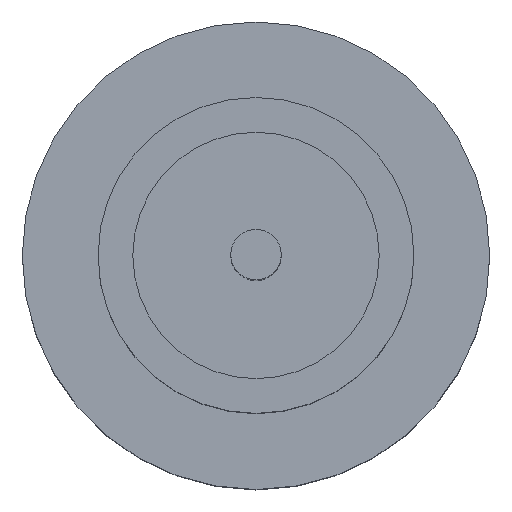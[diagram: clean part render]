
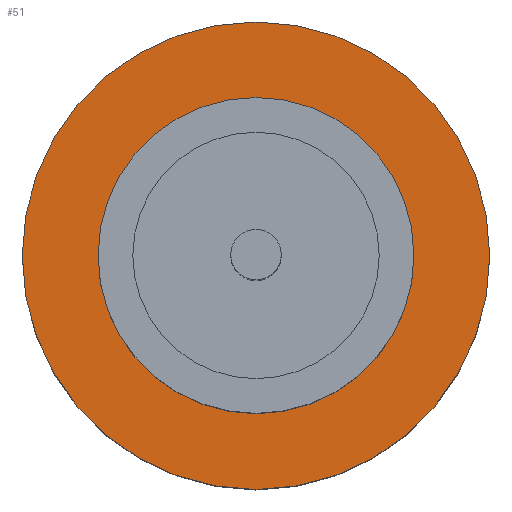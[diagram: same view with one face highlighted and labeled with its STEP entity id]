
A CAD part, top view. The second image highlights one B-rep face of the part: STEP entity #51.
In plain terms, the highlighted planar face has unit normal (0, 0, 1).
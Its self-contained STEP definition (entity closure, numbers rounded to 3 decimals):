
#1 = DIRECTION ( 'NONE',  ( 1., 0., 0. ) ) ;
#10 = DIRECTION ( 'NONE',  ( 1., 0., 0. ) ) ;
#22 = AXIS2_PLACEMENT_3D ( 'NONE', #811, #464, #610 ) ;
#32 = CARTESIAN_POINT ( 'NONE',  ( 0., 0., 1.55 ) ) ;
#51 = ADVANCED_FACE ( 'NONE', ( #347, #671 ), #678, .T. ) ;
#73 = EDGE_CURVE ( 'NONE', #800, #693, #261, .T. ) ;
#131 = CARTESIAN_POINT ( 'NONE',  ( 1.25, 0., 1.55 ) ) ;
#149 = DIRECTION ( 'NONE',  ( 1., 0., 0. ) ) ;
#177 = ORIENTED_EDGE ( 'NONE', *, *, #852, .F. ) ;
#184 = CIRCLE ( 'NONE', #569, 1.85 ) ;
#196 = AXIS2_PLACEMENT_3D ( 'NONE', #686, #677, #149 ) ;
#201 = EDGE_LOOP ( 'NONE', ( #177, #575 ) ) ;
#220 = CIRCLE ( 'NONE', #196, 1.25 ) ;
#236 = CARTESIAN_POINT ( 'NONE',  ( 0., 0., 1.55 ) ) ;
#261 = CIRCLE ( 'NONE', #386, 1.25 ) ;
#275 = CARTESIAN_POINT ( 'NONE',  ( 1.85, 0., 1.55 ) ) ;
#294 = VERTEX_POINT ( 'NONE', #775 ) ;
#334 = CARTESIAN_POINT ( 'NONE',  ( 0., 0., 1.55 ) ) ;
#347 = FACE_BOUND ( 'NONE', #201, .T. ) ;
#386 = AXIS2_PLACEMENT_3D ( 'NONE', #236, #502, #1 ) ;
#421 = DIRECTION ( 'NONE',  ( 0., 0., 1. ) ) ;
#461 = EDGE_CURVE ( 'NONE', #835, #294, #184, .T. ) ;
#464 = DIRECTION ( 'NONE',  ( 0., 0., 1. ) ) ;
#469 = EDGE_LOOP ( 'NONE', ( #664, #833 ) ) ;
#502 = DIRECTION ( 'NONE',  ( 0., 0., 1. ) ) ;
#519 = CARTESIAN_POINT ( 'NONE',  ( -1.25, 0., 1.55 ) ) ;
#526 = CIRCLE ( 'NONE', #718, 1.85 ) ;
#569 = AXIS2_PLACEMENT_3D ( 'NONE', #32, #421, #623 ) ;
#575 = ORIENTED_EDGE ( 'NONE', *, *, #73, .F. ) ;
#610 = DIRECTION ( 'NONE',  ( 1., 0., 0. ) ) ;
#623 = DIRECTION ( 'NONE',  ( 1., 0., 0. ) ) ;
#664 = ORIENTED_EDGE ( 'NONE', *, *, #832, .T. ) ;
#671 = FACE_OUTER_BOUND ( 'NONE', #469, .T. ) ;
#677 = DIRECTION ( 'NONE',  ( 0., 0., 1. ) ) ;
#678 = PLANE ( 'NONE',  #22 ) ;
#686 = CARTESIAN_POINT ( 'NONE',  ( 0., 0., 1.55 ) ) ;
#693 = VERTEX_POINT ( 'NONE', #131 ) ;
#718 = AXIS2_PLACEMENT_3D ( 'NONE', #334, #733, #10 ) ;
#733 = DIRECTION ( 'NONE',  ( 0., 0., 1. ) ) ;
#775 = CARTESIAN_POINT ( 'NONE',  ( -1.85, 0., 1.55 ) ) ;
#800 = VERTEX_POINT ( 'NONE', #519 ) ;
#811 = CARTESIAN_POINT ( 'NONE',  ( 0., 0., 1.55 ) ) ;
#832 = EDGE_CURVE ( 'NONE', #294, #835, #526, .T. ) ;
#833 = ORIENTED_EDGE ( 'NONE', *, *, #461, .T. ) ;
#835 = VERTEX_POINT ( 'NONE', #275 ) ;
#852 = EDGE_CURVE ( 'NONE', #693, #800, #220, .T. ) ;
